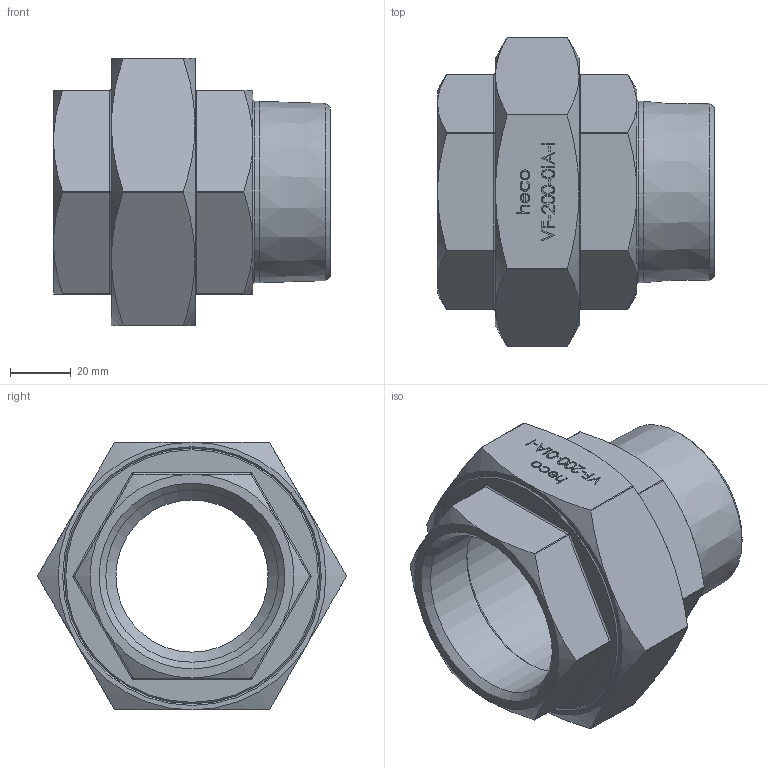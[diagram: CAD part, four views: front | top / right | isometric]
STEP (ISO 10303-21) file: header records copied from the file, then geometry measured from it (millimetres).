
FILE_DESCRIPTION (( 'STEP AP214' ), '1' );
FILE_NAME ('heco_VF-200-0IA-I.STEP', '2016-07-07T06:08:29', ( '' ), ( '' ), 'SwSTEP 2.0', 'SolidWorks 2011', '' );
FILE_SCHEMA (( 'AUTOMOTIVE_DESIGN' ));
Length unit declared in the file: millimetre
Products named in the file (1): heco_VF-200-0IA-I
Bounding box: 91 x 101.52 x 88.05 mm (x, y, z)
Volume: 171850.1 mm3; surface area: 46110.9 mm2
Topology: 1 solids, 1 shells, 267 faces, 652 edges, 404 vertices
Faces by surface type: plane 116, bspline 80, cylinder 37, cone 32, torus 2
Full cylindrical faces by diameter (mm): 50 x1, 56.656 x1, 59.614 x1, 60.014 x1, 82 x1, 83.4 x1, 84 x1
Entity records: 13727 total; most frequent: CARTESIAN_POINT 6657, ORIENTED_EDGE 1240, DIRECTION 799, EDGE_CURVE 620, VERTEX_POINT 401, LINE 329, VECTOR 329, EDGE_LOOP 315
